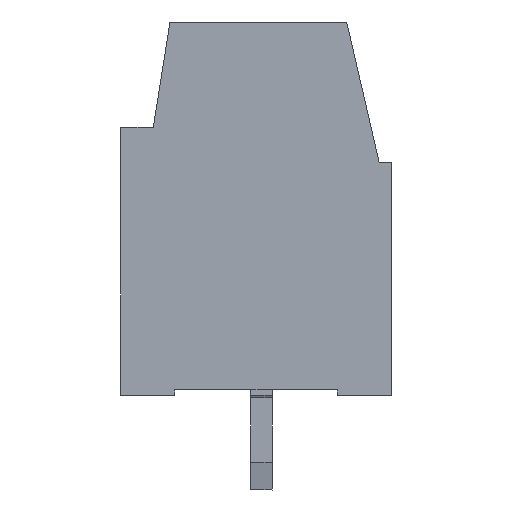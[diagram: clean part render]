
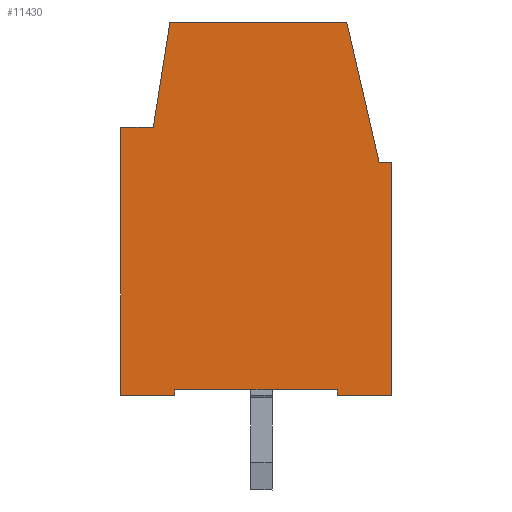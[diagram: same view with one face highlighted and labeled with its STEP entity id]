
A CAD part, left-side view. The second image highlights one B-rep face of the part: STEP entity #11430.
In plain terms, the highlighted planar face has unit normal (-1, 0, 0).
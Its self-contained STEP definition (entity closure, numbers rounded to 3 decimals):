
#11338=AXIS2_PLACEMENT_3D('Plane Axis2P3D',#11335,#11336,#11337) ;
#10946=CARTESIAN_POINT('Vertex',(0.,0.,12.101)) ;
#10949=CARTESIAN_POINT('Line Origine',(0.,0.,7.8)) ;
#10953=CARTESIAN_POINT('Vertex',(0.,0.,3.5)) ;
#11319=CARTESIAN_POINT('Vertex',(0.,0.445,12.1)) ;
#11322=CARTESIAN_POINT('Line Origine',(0.,0.223,12.1)) ;
#11335=CARTESIAN_POINT('Axis2P3D Location',(0.,3.449,14.)) ;
#11340=CARTESIAN_POINT('Line Origine',(0.,1.027,14.623)) ;
#11344=CARTESIAN_POINT('Vertex',(0.,1.609,17.145)) ;
#11347=CARTESIAN_POINT('Line Origine',(0.,1.627,17.223)) ;
#11351=CARTESIAN_POINT('Vertex',(0.,1.645,17.3)) ;
#11354=CARTESIAN_POINT('Line Origine',(0.,4.913,17.3)) ;
#11358=CARTESIAN_POINT('Vertex',(0.,8.181,17.301)) ;
#11361=CARTESIAN_POINT('Line Origine',(0.,8.49,15.351)) ;
#11365=CARTESIAN_POINT('Vertex',(0.,8.799,13.401)) ;
#11368=CARTESIAN_POINT('Line Origine',(0.,9.399,13.401)) ;
#11372=CARTESIAN_POINT('Vertex',(0.,9.999,13.401)) ;
#11375=CARTESIAN_POINT('Line Origine',(0.,10.,8.451)) ;
#11379=CARTESIAN_POINT('Vertex',(0.,10.,3.501)) ;
#11382=CARTESIAN_POINT('Line Origine',(0.,9.,3.501)) ;
#11386=CARTESIAN_POINT('Vertex',(0.,8.,3.501)) ;
#11389=CARTESIAN_POINT('Line Origine',(0.,8.,3.601)) ;
#11393=CARTESIAN_POINT('Vertex',(0.,8.,3.701)) ;
#11396=CARTESIAN_POINT('Line Origine',(0.,5.,3.7)) ;
#11400=CARTESIAN_POINT('Vertex',(0.,2.,3.7)) ;
#11403=CARTESIAN_POINT('Line Origine',(0.,2.,3.6)) ;
#11407=CARTESIAN_POINT('Vertex',(0.,2.,3.5)) ;
#11410=CARTESIAN_POINT('Line Origine',(0.,1.,3.5)) ;
#10950=DIRECTION('Vector Direction',(0.,0.,1.)) ;
#11323=DIRECTION('Vector Direction',(0.,-1.,0.001)) ;
#11336=DIRECTION('Axis2P3D Direction',(1.,0.,0.)) ;
#11337=DIRECTION('Axis2P3D XDirection',(0.,1.,0.)) ;
#11341=DIRECTION('Vector Direction',(0.,0.225,0.974)) ;
#11348=DIRECTION('Vector Direction',(0.,0.225,0.974)) ;
#11355=DIRECTION('Vector Direction',(0.,-1.,0.)) ;
#11362=DIRECTION('Vector Direction',(0.,0.157,-0.988)) ;
#11369=DIRECTION('Vector Direction',(0.,-1.,0.)) ;
#11376=DIRECTION('Vector Direction',(0.,0.,-1.)) ;
#11383=DIRECTION('Vector Direction',(0.,-1.,0.)) ;
#11390=DIRECTION('Vector Direction',(0.,0.,1.)) ;
#11397=DIRECTION('Vector Direction',(0.,-1.,0.)) ;
#11404=DIRECTION('Vector Direction',(0.,0.,-1.)) ;
#11411=DIRECTION('Vector Direction',(0.,-1.,0.)) ;
#10951=VECTOR('Line Direction',#10950,1.) ;
#11324=VECTOR('Line Direction',#11323,1.) ;
#11342=VECTOR('Line Direction',#11341,1.) ;
#11349=VECTOR('Line Direction',#11348,1.) ;
#11356=VECTOR('Line Direction',#11355,1.) ;
#11363=VECTOR('Line Direction',#11362,1.) ;
#11370=VECTOR('Line Direction',#11369,1.) ;
#11377=VECTOR('Line Direction',#11376,1.) ;
#11384=VECTOR('Line Direction',#11383,1.) ;
#11391=VECTOR('Line Direction',#11390,1.) ;
#11398=VECTOR('Line Direction',#11397,1.) ;
#11405=VECTOR('Line Direction',#11404,1.) ;
#11412=VECTOR('Line Direction',#11411,1.) ;
#11416=ORIENTED_EDGE('',*,*,#10955,.T.) ;
#11417=ORIENTED_EDGE('',*,*,#11326,.F.) ;
#11418=ORIENTED_EDGE('',*,*,#11346,.T.) ;
#11419=ORIENTED_EDGE('',*,*,#11353,.T.) ;
#11420=ORIENTED_EDGE('',*,*,#11360,.F.) ;
#11421=ORIENTED_EDGE('',*,*,#11367,.T.) ;
#11422=ORIENTED_EDGE('',*,*,#11374,.F.) ;
#11423=ORIENTED_EDGE('',*,*,#11381,.T.) ;
#11424=ORIENTED_EDGE('',*,*,#11388,.T.) ;
#11425=ORIENTED_EDGE('',*,*,#11395,.T.) ;
#11426=ORIENTED_EDGE('',*,*,#11402,.T.) ;
#11427=ORIENTED_EDGE('',*,*,#11409,.T.) ;
#11428=ORIENTED_EDGE('',*,*,#11414,.T.) ;
#11430=ADVANCED_FACE('COVER',(#11429),#11339,.F.) ;
#10955=EDGE_CURVE('',#10954,#10947,#10952,.T.) ;
#11326=EDGE_CURVE('',#11320,#10947,#11325,.T.) ;
#11346=EDGE_CURVE('',#11320,#11345,#11343,.T.) ;
#11353=EDGE_CURVE('',#11345,#11352,#11350,.T.) ;
#11360=EDGE_CURVE('',#11359,#11352,#11357,.T.) ;
#11367=EDGE_CURVE('',#11359,#11366,#11364,.T.) ;
#11374=EDGE_CURVE('',#11373,#11366,#11371,.T.) ;
#11381=EDGE_CURVE('',#11373,#11380,#11378,.T.) ;
#11388=EDGE_CURVE('',#11380,#11387,#11385,.T.) ;
#11395=EDGE_CURVE('',#11387,#11394,#11392,.T.) ;
#11402=EDGE_CURVE('',#11394,#11401,#11399,.T.) ;
#11409=EDGE_CURVE('',#11401,#11408,#11406,.T.) ;
#11414=EDGE_CURVE('',#11408,#10954,#11413,.T.) ;
#11415=EDGE_LOOP('',(#11416,#11417,#11418,#11419,#11420,#11421,#11422,#11423,#11424,#11425,#11426,#11427,#11428)) ;
#11429=FACE_OUTER_BOUND('',#11415,.T.) ;
#10952=LINE('Line',#10949,#10951) ;
#11325=LINE('Line',#11322,#11324) ;
#11343=LINE('Line',#11340,#11342) ;
#11350=LINE('Line',#11347,#11349) ;
#11357=LINE('Line',#11354,#11356) ;
#11364=LINE('Line',#11361,#11363) ;
#11371=LINE('Line',#11368,#11370) ;
#11378=LINE('Line',#11375,#11377) ;
#11385=LINE('Line',#11382,#11384) ;
#11392=LINE('Line',#11389,#11391) ;
#11399=LINE('Line',#11396,#11398) ;
#11406=LINE('Line',#11403,#11405) ;
#11413=LINE('Line',#11410,#11412) ;
#11339=PLANE('',#11338) ;
#10947=VERTEX_POINT('',#10946) ;
#10954=VERTEX_POINT('',#10953) ;
#11320=VERTEX_POINT('',#11319) ;
#11345=VERTEX_POINT('',#11344) ;
#11352=VERTEX_POINT('',#11351) ;
#11359=VERTEX_POINT('',#11358) ;
#11366=VERTEX_POINT('',#11365) ;
#11373=VERTEX_POINT('',#11372) ;
#11380=VERTEX_POINT('',#11379) ;
#11387=VERTEX_POINT('',#11386) ;
#11394=VERTEX_POINT('',#11393) ;
#11401=VERTEX_POINT('',#11400) ;
#11408=VERTEX_POINT('',#11407) ;
